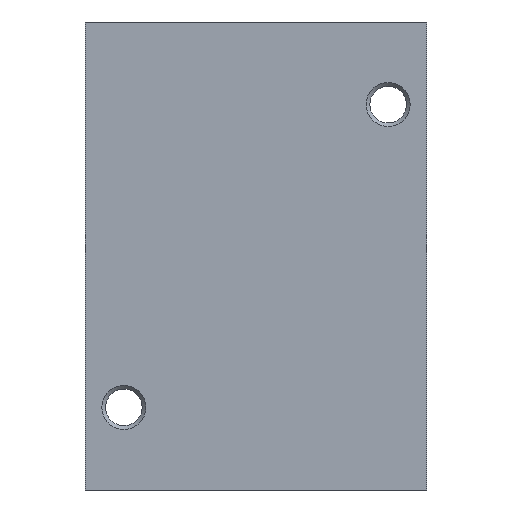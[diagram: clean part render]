
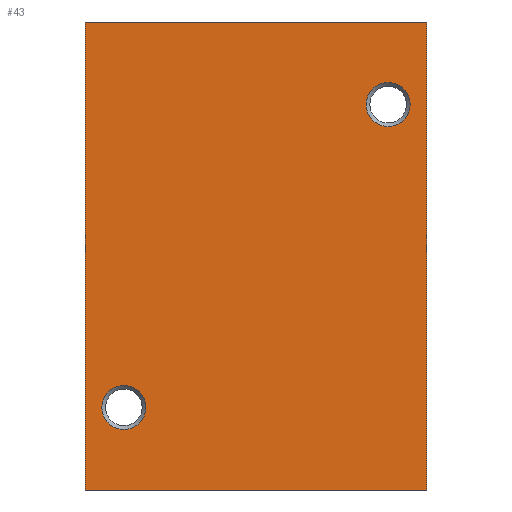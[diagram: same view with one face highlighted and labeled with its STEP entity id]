
A CAD part, front view. The second image highlights one B-rep face of the part: STEP entity #43.
In plain terms, the highlighted planar face has unit normal (0, -1, 0).
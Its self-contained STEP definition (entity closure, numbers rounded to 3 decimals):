
#43 = ADVANCED_FACE( '', ( #98, #99, #100 ), #101, .F. );
#98 = FACE_BOUND( '', #181, .T. );
#99 = FACE_BOUND( '', #182, .T. );
#100 = FACE_OUTER_BOUND( '', #183, .T. );
#101 = PLANE( '', #184 );
#181 = EDGE_LOOP( '', ( #258 ) );
#182 = EDGE_LOOP( '', ( #259 ) );
#183 = EDGE_LOOP( '', ( #260, #261, #262, #263 ) );
#184 = AXIS2_PLACEMENT_3D( '', #264, #265, #266 );
#258 = ORIENTED_EDGE( '', *, *, #400, .F. );
#259 = ORIENTED_EDGE( '', *, *, #401, .F. );
#260 = ORIENTED_EDGE( '', *, *, #402, .T. );
#261 = ORIENTED_EDGE( '', *, *, #403, .F. );
#262 = ORIENTED_EDGE( '', *, *, #404, .F. );
#263 = ORIENTED_EDGE( '', *, *, #405, .T. );
#264 = CARTESIAN_POINT( '', ( -31., 0., 85. ) );
#265 = DIRECTION( '', ( 0., 1., 0. ) );
#266 = DIRECTION( '', ( 0., 0., 1. ) );
#400 = EDGE_CURVE( '', #452, #452, #453, .T. );
#401 = EDGE_CURVE( '', #454, #454, #455, .T. );
#402 = EDGE_CURVE( '', #456, #457, #458, .T. );
#403 = EDGE_CURVE( '', #459, #457, #460, .T. );
#404 = EDGE_CURVE( '', #461, #459, #462, .T. );
#405 = EDGE_CURVE( '', #461, #456, #463, .T. );
#452 = VERTEX_POINT( '', #531 );
#453 = CIRCLE( '', #532, 4. );
#454 = VERTEX_POINT( '', #533 );
#455 = CIRCLE( '', #534, 4. );
#456 = VERTEX_POINT( '', #535 );
#457 = VERTEX_POINT( '', #536 );
#458 = LINE( '', #537, #538 );
#459 = VERTEX_POINT( '', #539 );
#460 = LINE( '', #540, #541 );
#461 = VERTEX_POINT( '', #542 );
#462 = LINE( '', #543, #544 );
#463 = LINE( '', #545, #546 );
#531 = CARTESIAN_POINT( '', ( -24., 0., 11. ) );
#532 = AXIS2_PLACEMENT_3D( '', #688, #689, #690 );
#533 = CARTESIAN_POINT( '', ( 24., 0., 66. ) );
#534 = AXIS2_PLACEMENT_3D( '', #691, #692, #693 );
#535 = CARTESIAN_POINT( '', ( -31., 0., 0. ) );
#536 = CARTESIAN_POINT( '', ( 31., 0., 0. ) );
#537 = CARTESIAN_POINT( '', ( -31., 0., 0. ) );
#538 = VECTOR( '', #694, 1000. );
#539 = CARTESIAN_POINT( '', ( 31., 0., 85. ) );
#540 = CARTESIAN_POINT( '', ( 31., 0., 85. ) );
#541 = VECTOR( '', #695, 1000. );
#542 = CARTESIAN_POINT( '', ( -31., 0., 85. ) );
#543 = CARTESIAN_POINT( '', ( -31., 0., 85. ) );
#544 = VECTOR( '', #696, 1000. );
#545 = CARTESIAN_POINT( '', ( -31., 0., 85. ) );
#546 = VECTOR( '', #697, 1000. );
#688 = CARTESIAN_POINT( '', ( -24., 0., 15. ) );
#689 = DIRECTION( '', ( 0., -1., 0. ) );
#690 = DIRECTION( '', ( 0., 0., -1. ) );
#691 = CARTESIAN_POINT( '', ( 24., 0., 70. ) );
#692 = DIRECTION( '', ( 0., -1., 0. ) );
#693 = DIRECTION( '', ( 0., 0., -1. ) );
#694 = DIRECTION( '', ( 1., 0., 0. ) );
#695 = DIRECTION( '', ( 0., 0., -1. ) );
#696 = DIRECTION( '', ( 1., 0., 0. ) );
#697 = DIRECTION( '', ( 0., 0., -1. ) );
